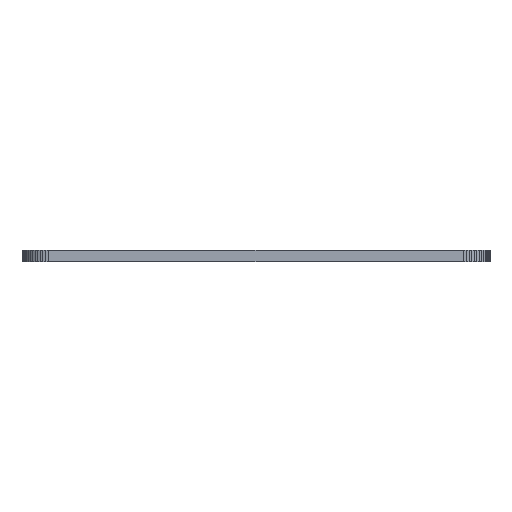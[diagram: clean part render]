
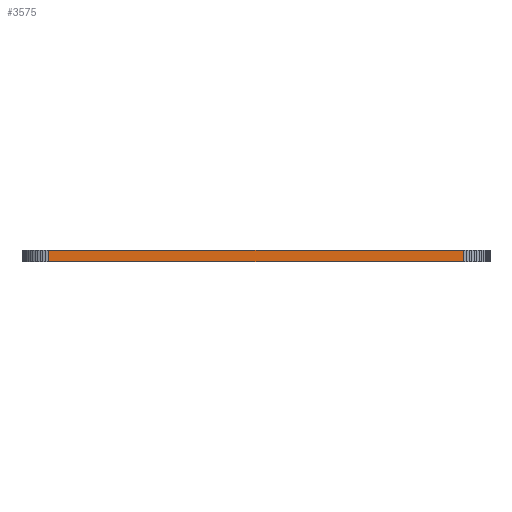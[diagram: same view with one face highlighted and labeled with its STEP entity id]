
A CAD part, front view. The second image highlights one B-rep face of the part: STEP entity #3575.
In plain terms, the highlighted planar face has unit normal (0, -1, 0).
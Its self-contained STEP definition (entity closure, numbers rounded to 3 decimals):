
#90 = PLANE('',#91);
#91 = AXIS2_PLACEMENT_3D('',#92,#93,#94);
#92 = CARTESIAN_POINT('',(161.,-94.611,1.6));
#93 = DIRECTION('',(-0.,-0.,-1.));
#94 = DIRECTION('',(-1.,0.,0.));
#144 = PLANE('',#145);
#145 = AXIS2_PLACEMENT_3D('',#146,#147,#148);
#146 = CARTESIAN_POINT('',(161.,-94.611,0.));
#147 = DIRECTION('',(-0.,-0.,-1.));
#148 = DIRECTION('',(-1.,0.,0.));
#3467 = PLANE('',#3468);
#3468 = AXIS2_PLACEMENT_3D('',#3469,#3470,#3471);
#3469 = CARTESIAN_POINT('',(190.395,-117.692,0.));
#3470 = DIRECTION('',(0.053,-0.999,0.));
#3471 = DIRECTION('',(-0.999,-0.053,0.));
#3505 = VERTEX_POINT('',#3506);
#3506 = CARTESIAN_POINT('',(190.,-117.713,1.6));
#3527 = EDGE_CURVE('',#3528,#3505,#3530,.T.);
#3528 = VERTEX_POINT('',#3529);
#3529 = CARTESIAN_POINT('',(190.,-117.713,0.));
#3530 = SURFACE_CURVE('',#3531,(#3535,#3542),.PCURVE_S1.);
#3531 = LINE('',#3532,#3533);
#3532 = CARTESIAN_POINT('',(190.,-117.713,0.));
#3533 = VECTOR('',#3534,1.);
#3534 = DIRECTION('',(0.,0.,1.));
#3535 = PCURVE('',#3467,#3536);
#3536 = DEFINITIONAL_REPRESENTATION('',(#3537),#3541);
#3537 = LINE('',#3538,#3539);
#3538 = CARTESIAN_POINT('',(0.396,0.));
#3539 = VECTOR('',#3540,1.);
#3540 = DIRECTION('',(0.,-1.));
#3541 = ( GEOMETRIC_REPRESENTATION_CONTEXT(2) 
PARAMETRIC_REPRESENTATION_CONTEXT() REPRESENTATION_CONTEXT('2D SPACE',''
  ) );
#3542 = PCURVE('',#3543,#3548);
#3543 = PLANE('',#3544);
#3544 = AXIS2_PLACEMENT_3D('',#3545,#3546,#3547);
#3545 = CARTESIAN_POINT('',(190.,-117.713,0.));
#3546 = DIRECTION('',(0.,-1.,0.));
#3547 = DIRECTION('',(-1.,0.,0.));
#3548 = DEFINITIONAL_REPRESENTATION('',(#3549),#3553);
#3549 = LINE('',#3550,#3551);
#3550 = CARTESIAN_POINT('',(0.,-0.));
#3551 = VECTOR('',#3552,1.);
#3552 = DIRECTION('',(0.,-1.));
#3553 = ( GEOMETRIC_REPRESENTATION_CONTEXT(2) 
PARAMETRIC_REPRESENTATION_CONTEXT() REPRESENTATION_CONTEXT('2D SPACE',''
  ) );
#3575 = ADVANCED_FACE('',(#3576),#3543,.T.);
#3576 = FACE_BOUND('',#3577,.T.);
#3577 = EDGE_LOOP('',(#3578,#3579,#3602,#3630));
#3578 = ORIENTED_EDGE('',*,*,#3527,.T.);
#3579 = ORIENTED_EDGE('',*,*,#3580,.T.);
#3580 = EDGE_CURVE('',#3505,#3581,#3583,.T.);
#3581 = VERTEX_POINT('',#3582);
#3582 = CARTESIAN_POINT('',(132.,-117.713,1.6));
#3583 = SURFACE_CURVE('',#3584,(#3588,#3595),.PCURVE_S1.);
#3584 = LINE('',#3585,#3586);
#3585 = CARTESIAN_POINT('',(190.,-117.713,1.6));
#3586 = VECTOR('',#3587,1.);
#3587 = DIRECTION('',(-1.,0.,0.));
#3588 = PCURVE('',#3543,#3589);
#3589 = DEFINITIONAL_REPRESENTATION('',(#3590),#3594);
#3590 = LINE('',#3591,#3592);
#3591 = CARTESIAN_POINT('',(0.,-1.6));
#3592 = VECTOR('',#3593,1.);
#3593 = DIRECTION('',(1.,0.));
#3594 = ( GEOMETRIC_REPRESENTATION_CONTEXT(2) 
PARAMETRIC_REPRESENTATION_CONTEXT() REPRESENTATION_CONTEXT('2D SPACE',''
  ) );
#3595 = PCURVE('',#90,#3596);
#3596 = DEFINITIONAL_REPRESENTATION('',(#3597),#3601);
#3597 = LINE('',#3598,#3599);
#3598 = CARTESIAN_POINT('',(-29.,-23.102));
#3599 = VECTOR('',#3600,1.);
#3600 = DIRECTION('',(1.,0.));
#3601 = ( GEOMETRIC_REPRESENTATION_CONTEXT(2) 
PARAMETRIC_REPRESENTATION_CONTEXT() REPRESENTATION_CONTEXT('2D SPACE',''
  ) );
#3602 = ORIENTED_EDGE('',*,*,#3603,.F.);
#3603 = EDGE_CURVE('',#3604,#3581,#3606,.T.);
#3604 = VERTEX_POINT('',#3605);
#3605 = CARTESIAN_POINT('',(132.,-117.713,0.));
#3606 = SURFACE_CURVE('',#3607,(#3611,#3618),.PCURVE_S1.);
#3607 = LINE('',#3608,#3609);
#3608 = CARTESIAN_POINT('',(132.,-117.713,0.));
#3609 = VECTOR('',#3610,1.);
#3610 = DIRECTION('',(0.,0.,1.));
#3611 = PCURVE('',#3543,#3612);
#3612 = DEFINITIONAL_REPRESENTATION('',(#3613),#3617);
#3613 = LINE('',#3614,#3615);
#3614 = CARTESIAN_POINT('',(58.,0.));
#3615 = VECTOR('',#3616,1.);
#3616 = DIRECTION('',(0.,-1.));
#3617 = ( GEOMETRIC_REPRESENTATION_CONTEXT(2) 
PARAMETRIC_REPRESENTATION_CONTEXT() REPRESENTATION_CONTEXT('2D SPACE',''
  ) );
#3618 = PCURVE('',#3619,#3624);
#3619 = PLANE('',#3620);
#3620 = AXIS2_PLACEMENT_3D('',#3621,#3622,#3623);
#3621 = CARTESIAN_POINT('',(132.,-117.713,0.));
#3622 = DIRECTION('',(-0.053,-0.999,0.));
#3623 = DIRECTION('',(-0.999,0.053,0.));
#3624 = DEFINITIONAL_REPRESENTATION('',(#3625),#3629);
#3625 = LINE('',#3626,#3627);
#3626 = CARTESIAN_POINT('',(0.,0.));
#3627 = VECTOR('',#3628,1.);
#3628 = DIRECTION('',(0.,-1.));
#3629 = ( GEOMETRIC_REPRESENTATION_CONTEXT(2) 
PARAMETRIC_REPRESENTATION_CONTEXT() REPRESENTATION_CONTEXT('2D SPACE',''
  ) );
#3630 = ORIENTED_EDGE('',*,*,#3631,.F.);
#3631 = EDGE_CURVE('',#3528,#3604,#3632,.T.);
#3632 = SURFACE_CURVE('',#3633,(#3637,#3644),.PCURVE_S1.);
#3633 = LINE('',#3634,#3635);
#3634 = CARTESIAN_POINT('',(190.,-117.713,0.));
#3635 = VECTOR('',#3636,1.);
#3636 = DIRECTION('',(-1.,0.,0.));
#3637 = PCURVE('',#3543,#3638);
#3638 = DEFINITIONAL_REPRESENTATION('',(#3639),#3643);
#3639 = LINE('',#3640,#3641);
#3640 = CARTESIAN_POINT('',(0.,-0.));
#3641 = VECTOR('',#3642,1.);
#3642 = DIRECTION('',(1.,0.));
#3643 = ( GEOMETRIC_REPRESENTATION_CONTEXT(2) 
PARAMETRIC_REPRESENTATION_CONTEXT() REPRESENTATION_CONTEXT('2D SPACE',''
  ) );
#3644 = PCURVE('',#144,#3645);
#3645 = DEFINITIONAL_REPRESENTATION('',(#3646),#3650);
#3646 = LINE('',#3647,#3648);
#3647 = CARTESIAN_POINT('',(-29.,-23.102));
#3648 = VECTOR('',#3649,1.);
#3649 = DIRECTION('',(1.,0.));
#3650 = ( GEOMETRIC_REPRESENTATION_CONTEXT(2) 
PARAMETRIC_REPRESENTATION_CONTEXT() REPRESENTATION_CONTEXT('2D SPACE',''
  ) );
